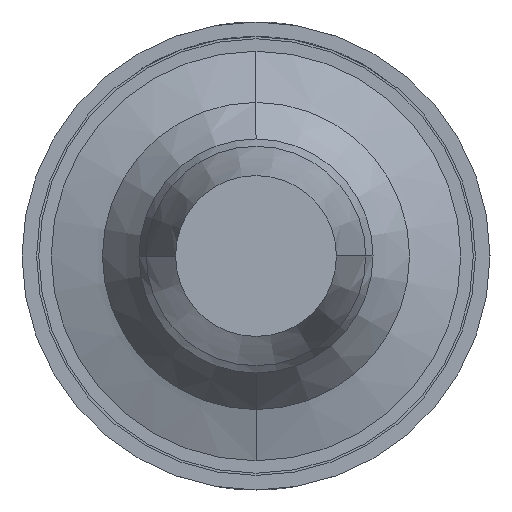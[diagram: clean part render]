
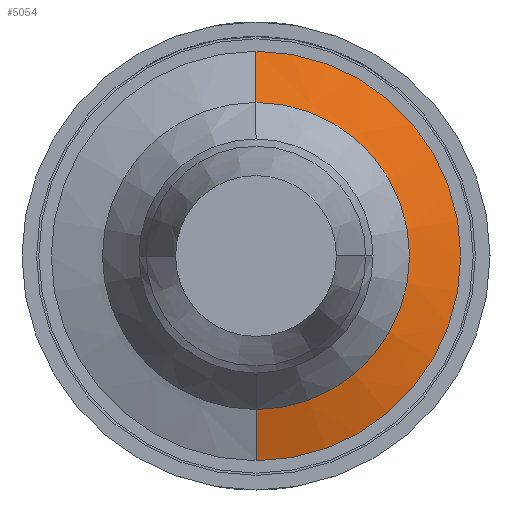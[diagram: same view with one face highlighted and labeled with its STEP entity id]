
A CAD part, front view. The second image highlights one B-rep face of the part: STEP entity #5054.
In plain terms, the highlighted conical face has half-angle 71.565 degrees and reference radius 0.8 mm.
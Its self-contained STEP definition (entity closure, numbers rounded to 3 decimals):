
#23 = LINE ( 'NONE', #4589, #5958 ) ;
#76 = CIRCLE ( 'NONE', #757, 0.8 ) ;
#133 = CARTESIAN_POINT ( 'NONE',  ( 0., -9.3, -0.8 ) ) ;
#240 = ORIENTED_EDGE ( 'NONE', *, *, #4216, .F. ) ;
#519 = AXIS2_PLACEMENT_3D ( 'NONE', #3609, #4088, #4975 ) ;
#523 = VERTEX_POINT ( 'NONE', #4531 ) ;
#720 = DIRECTION ( 'NONE',  ( 0., 1., 0. ) ) ;
#757 = AXIS2_PLACEMENT_3D ( 'NONE', #5210, #2450, #3270 ) ;
#982 = CARTESIAN_POINT ( 'NONE',  ( 0., -9.1, -1.4 ) ) ;
#1241 = VECTOR ( 'NONE', #4738, 1000. ) ;
#1917 = EDGE_CURVE ( 'NONE', #523, #3348, #23, .T. ) ;
#2016 = ORIENTED_EDGE ( 'NONE', *, *, #1917, .F. ) ;
#2450 = DIRECTION ( 'NONE',  ( 0., 1., 0. ) ) ;
#2543 = EDGE_CURVE ( 'Defeature ausgef�hrt1_39+Defeature ausgef�hrt1_38+Defeature ausgef�hrt1_38+Defeature ausgef�hrt1_38', #523, #4078, #76, .T. ) ;
#3070 = CARTESIAN_POINT ( 'NONE',  ( 0., -9.1, 0. ) ) ;
#3270 = DIRECTION ( 'NONE',  ( 0., 0., -1. ) ) ;
#3345 = ORIENTED_EDGE ( 'NONE', *, *, #2543, .T. ) ;
#3348 = VERTEX_POINT ( 'NONE', #3705 ) ;
#3444 = EDGE_LOOP ( 'NONE', ( #2016, #3345, #4032, #240 ) ) ;
#3609 = CARTESIAN_POINT ( 'NONE',  ( 0., -9.3, 0. ) ) ;
#3705 = CARTESIAN_POINT ( 'NONE',  ( 0., -9.1, 1.4 ) ) ;
#3752 = FACE_OUTER_BOUND ( 'NONE', #3444, .T. ) ;
#4021 = AXIS2_PLACEMENT_3D ( 'NONE', #3070, #720, #4389 ) ;
#4032 = ORIENTED_EDGE ( 'NONE', *, *, #5342, .T. ) ;
#4078 = VERTEX_POINT ( 'NONE', #5606 ) ;
#4088 = DIRECTION ( 'NONE',  ( 0., 1., 0. ) ) ;
#4216 = EDGE_CURVE ( 'Defeature ausgef�hrt1_40+Defeature ausgef�hrt1_39+Defeature ausgef�hrt1_39+Defeature ausgef�hrt1_39', #3348, #5679, #5866, .T. ) ;
#4389 = DIRECTION ( 'NONE',  ( 0., 0., -1. ) ) ;
#4531 = CARTESIAN_POINT ( 'NONE',  ( 0., -9.3, 0.8 ) ) ;
#4589 = CARTESIAN_POINT ( 'NONE',  ( 0., -9.3, 0.8 ) ) ;
#4738 = DIRECTION ( 'NONE',  ( 0., 0.316, -0.949 ) ) ;
#4975 = DIRECTION ( 'NONE',  ( 0., 0., -1. ) ) ;
#5054 = ADVANCED_FACE ( 'Defeature ausgef�hrt1_39', ( #3752 ), #5139, .T. ) ;
#5139 = CONICAL_SURFACE ( 'NONE', #519, 0.8, 1.249 ) ;
#5210 = CARTESIAN_POINT ( 'NONE',  ( 0., -9.3, 0. ) ) ;
#5303 = LINE ( 'NONE', #133, #1241 ) ;
#5342 = EDGE_CURVE ( 'NONE', #4078, #5679, #5303, .T. ) ;
#5606 = CARTESIAN_POINT ( 'NONE',  ( 0., -9.3, -0.8 ) ) ;
#5679 = VERTEX_POINT ( 'NONE', #982 ) ;
#5866 = CIRCLE ( 'NONE', #4021, 1.4 ) ;
#5958 = VECTOR ( 'NONE', #6007, 1000. ) ;
#6007 = DIRECTION ( 'NONE',  ( 0., 0.316, 0.949 ) ) ;
